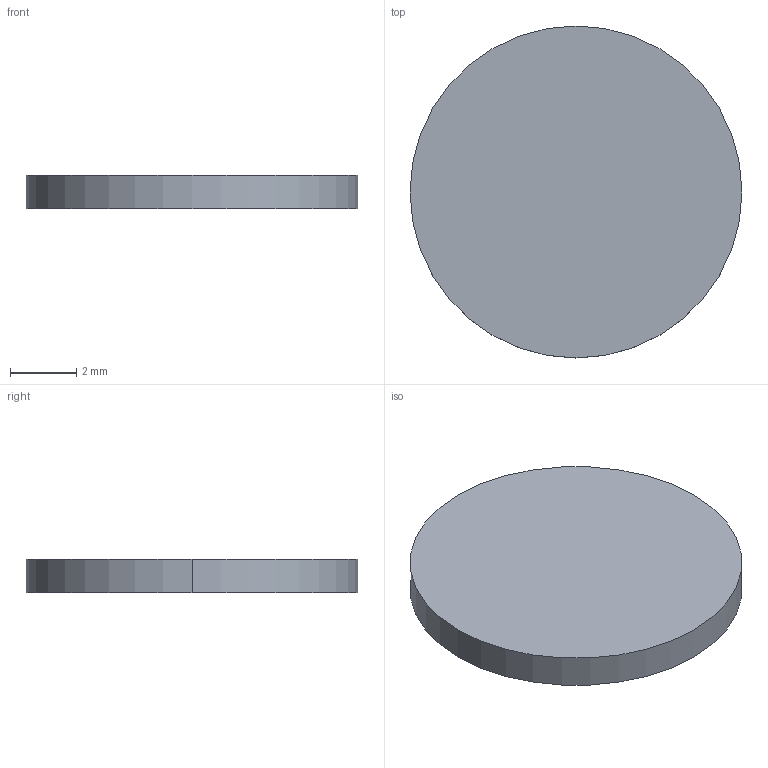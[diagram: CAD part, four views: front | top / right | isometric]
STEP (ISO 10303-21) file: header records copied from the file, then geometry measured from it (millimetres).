
FILE_DESCRIPTION (( 'STEP AP203' ), '1' );
FILE_NAME ('solidworks_export_simple_disk.STEP', '2019-08-27T13:23:24', ( '' ), ( '' ), 'SwSTEP 2.0', 'SolidWorks 2018', '' );
FILE_SCHEMA (( 'CONFIG_CONTROL_DESIGN' ));
Length unit declared in the file: millimetre
Products named in the file (2): solidworks_export_simple_disk
Bounding box: 10 x 10 x 1 mm (x, y, z)
Volume: 78.5 mm3; surface area: 188.5 mm2
Topology: 1 solids, 1 shells, 4 faces, 6 edges, 4 vertices
Faces by surface type: cylinder 2, plane 2
Entity records: 249 total; most frequent: DIRECTION 22, CARTESIAN_POINT 16, PERSON_AND_ORGANIZATION 16, ORIENTED_EDGE 12, DATE_AND_TIME 10, AXIS2_PLACEMENT_3D 10, PERSON_AND_ORGANIZATION_ROLE 10, CC_DESIGN_PERSON_AND_ORGANIZATION_ASSIGNMENT 10
